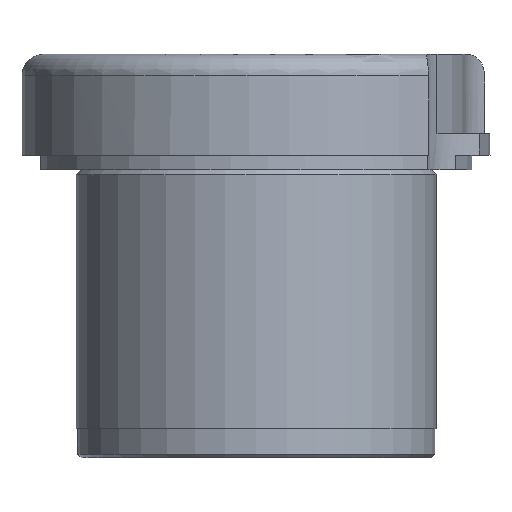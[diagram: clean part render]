
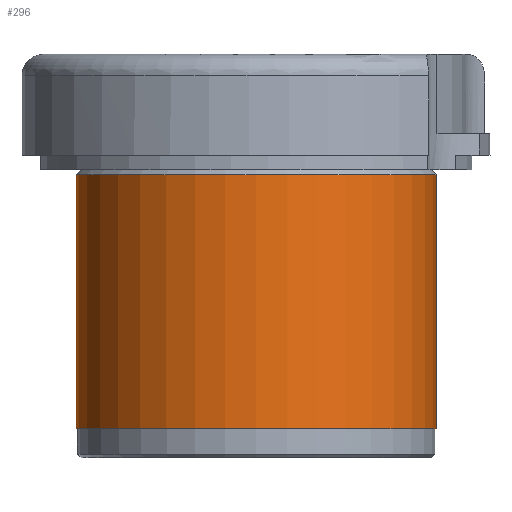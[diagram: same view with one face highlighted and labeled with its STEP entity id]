
A CAD part, front view. The second image highlights one B-rep face of the part: STEP entity #296.
In plain terms, the highlighted cylindrical face has radius 25 mm (diameter 50 mm), a full revolution.
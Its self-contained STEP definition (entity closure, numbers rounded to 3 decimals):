
#27=FACE_BOUND('',#82,.T.);
#56=FACE_OUTER_BOUND('',#81,.T.);
#81=EDGE_LOOP('',(#260));
#82=EDGE_LOOP('',(#261));
#117=CIRCLE('',#340,25.);
#118=CIRCLE('',#342,25.);
#159=VERTEX_POINT('',#548);
#160=VERTEX_POINT('',#551);
#195=EDGE_CURVE('',#159,#159,#117,.T.);
#196=EDGE_CURVE('',#160,#160,#118,.T.);
#260=ORIENTED_EDGE('',*,*,#196,.F.);
#261=ORIENTED_EDGE('',*,*,#195,.T.);
#279=CYLINDRICAL_SURFACE('',#341,25.);
#296=ADVANCED_FACE('',(#56,#27),#279,.T.);
#340=AXIS2_PLACEMENT_3D('',#549,#431,#432);
#341=AXIS2_PLACEMENT_3D('',#550,#433,#434);
#342=AXIS2_PLACEMENT_3D('',#552,#435,#436);
#431=DIRECTION('center_axis',(0.,0.,-1.));
#432=DIRECTION('ref_axis',(-1.,0.,0.));
#433=DIRECTION('center_axis',(0.,0.,-1.));
#434=DIRECTION('ref_axis',(-1.,0.,0.));
#435=DIRECTION('center_axis',(0.,0.,-1.));
#436=DIRECTION('ref_axis',(-1.,0.,0.));
#548=CARTESIAN_POINT('',(-25.,0.,39.293));
#549=CARTESIAN_POINT('Origin',(0.,0.,39.293));
#550=CARTESIAN_POINT('Origin',(0.,0.,21.646));
#551=CARTESIAN_POINT('',(-25.,0.,4.));
#552=CARTESIAN_POINT('Origin',(0.,0.,4.));
